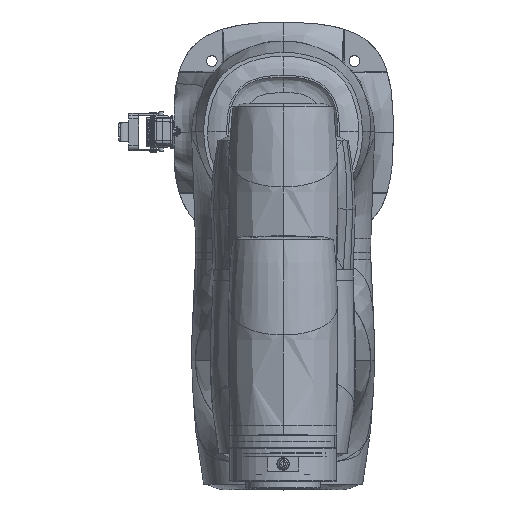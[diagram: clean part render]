
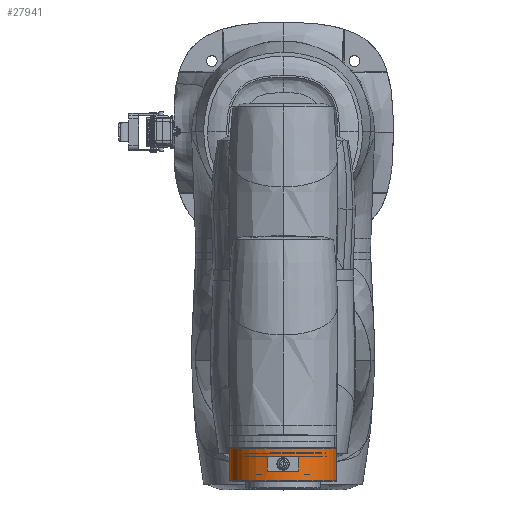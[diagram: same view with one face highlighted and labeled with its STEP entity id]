
A CAD part, top view. The second image highlights one B-rep face of the part: STEP entity #27941.
In plain terms, the highlighted cylindrical face has radius 45 mm (diameter 90 mm), a partial arc.
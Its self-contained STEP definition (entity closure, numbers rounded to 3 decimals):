
#26012=CARTESIAN_POINT('',(20.2,0.,0.));
#26013=DIRECTION('',(1.,0.,0.));
#26014=DIRECTION('',(0.,-0.966,0.259));
#26015=AXIS2_PLACEMENT_3D('',#26012,#26013,#26014);
#26017=DIRECTION('',(-1.,0.,0.));
#26018=VECTOR('',#26017,27.6);
#26019=CARTESIAN_POINT('',(20.2,43.467,-11.647));
#26020=LINE('',#26019,#26018);
#26021=DIRECTION('',(1.,0.,0.));
#26022=VECTOR('',#26021,27.6);
#26023=CARTESIAN_POINT('',(-7.4,-43.467,11.647));
#26024=LINE('',#26023,#26022);
#26025=DIRECTION('',(1.,0.,0.));
#26026=VECTOR('',#26025,12.);
#26027=CARTESIAN_POINT('',(0.,-23.944,-38.101));
#26028=LINE('',#26027,#26026);
#26029=DIRECTION('',(-1.,0.,0.));
#26030=VECTOR('',#26029,12.);
#26031=CARTESIAN_POINT('',(12.,1.685,-44.968));
#26032=LINE('',#26031,#26030);
#26038=CARTESIAN_POINT('',(-7.4,0.,0.));
#26039=DIRECTION('',(1.,0.,0.));
#26040=DIRECTION('',(0.,-0.966,0.259));
#26041=AXIS2_PLACEMENT_3D('',#26038,#26039,#26040);
#26101=CARTESIAN_POINT('',(12.,0.,0.));
#26102=DIRECTION('',(-1.,0.,0.));
#26103=DIRECTION('',(0.,0.037,-0.999));
#26104=AXIS2_PLACEMENT_3D('',#26101,#26102,#26103);
#26110=CARTESIAN_POINT('',(0.,0.,0.));
#26111=DIRECTION('',(1.,0.,0.));
#26112=DIRECTION('',(0.,-0.532,-0.847));
#26113=AXIS2_PLACEMENT_3D('',#26110,#26111,#26112);
#27340=CARTESIAN_POINT('',(20.2,-43.467,11.647));
#27342=VERTEX_POINT('',#27340);
#27392=CARTESIAN_POINT('',(20.2,43.467,-11.647));
#27393=VERTEX_POINT('',#27392);
#27454=CARTESIAN_POINT('',(12.,-23.944,-38.101));
#27455=CARTESIAN_POINT('',(12.,1.685,-44.968));
#27456=VERTEX_POINT('',#27454);
#27457=VERTEX_POINT('',#27455);
#27484=CARTESIAN_POINT('',(0.,-23.944,-38.101));
#27485=VERTEX_POINT('',#27484);
#27496=CARTESIAN_POINT('',(0.,1.685,-44.968));
#27497=VERTEX_POINT('',#27496);
#27691=CARTESIAN_POINT('',(-7.4,43.467,-11.647));
#27692=CARTESIAN_POINT('',(-7.4,-43.467,11.647));
#27693=VERTEX_POINT('',#27691);
#27694=VERTEX_POINT('',#27692);
#27917=CARTESIAN_POINT('',(28.045,0.,0.));
#27918=DIRECTION('',(-1.,0.,0.));
#27919=DIRECTION('',(0.,0.966,-0.259));
#27920=AXIS2_PLACEMENT_3D('',#27917,#27918,#27919);
#27921=CYLINDRICAL_SURFACE('',#27920,45.);
#27923=ORIENTED_EDGE('',*,*,#27922,.T.);
#27925=ORIENTED_EDGE('',*,*,#27924,.F.);
#27927=ORIENTED_EDGE('',*,*,#27926,.T.);
#27928=ORIENTED_EDGE('',*,*,#27910,.T.);
#27929=EDGE_LOOP('',(#27923,#27925,#27927,#27928));
#27930=FACE_OUTER_BOUND('',#27929,.F.);
#27932=ORIENTED_EDGE('',*,*,#27931,.F.);
#27934=ORIENTED_EDGE('',*,*,#27933,.T.);
#27936=ORIENTED_EDGE('',*,*,#27935,.F.);
#27938=ORIENTED_EDGE('',*,*,#27937,.T.);
#27939=EDGE_LOOP('',(#27932,#27934,#27936,#27938));
#27940=FACE_BOUND('',#27939,.F.);
#27941=ADVANCED_FACE('',(#27930,#27940),#27921,.T.);
#26016=CIRCLE('',#26015,45.);
#26042=CIRCLE('',#26041,45.);
#26105=CIRCLE('',#26104,45.);
#26114=CIRCLE('',#26113,45.);
#27910=EDGE_CURVE('',#27342,#27393,#26016,.T.);
#27922=EDGE_CURVE('',#27393,#27693,#26020,.T.);
#27924=EDGE_CURVE('',#27694,#27693,#26042,.T.);
#27926=EDGE_CURVE('',#27694,#27342,#26024,.T.);
#27931=EDGE_CURVE('',#27485,#27456,#26028,.T.);
#27933=EDGE_CURVE('',#27485,#27497,#26114,.T.);
#27935=EDGE_CURVE('',#27457,#27497,#26032,.T.);
#27937=EDGE_CURVE('',#27457,#27456,#26105,.T.);
